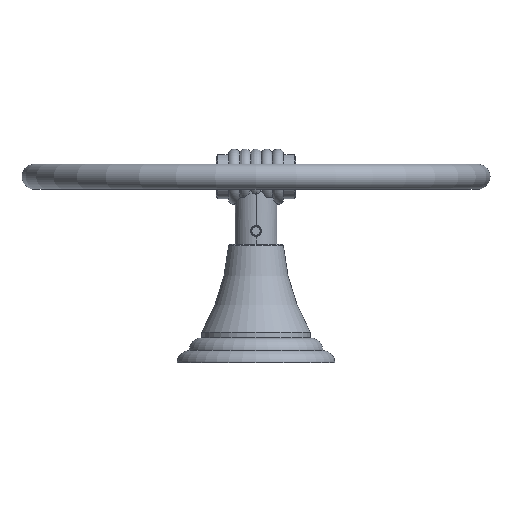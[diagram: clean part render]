
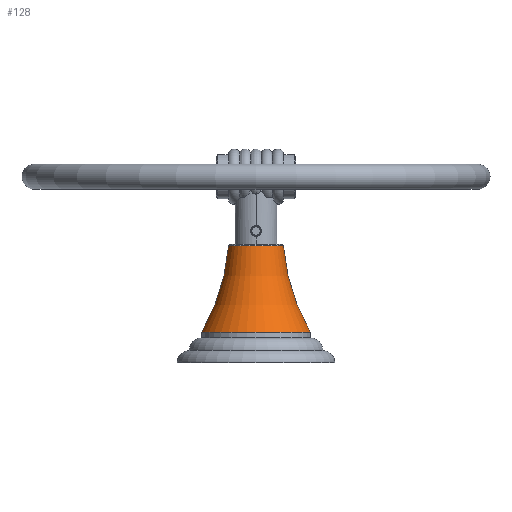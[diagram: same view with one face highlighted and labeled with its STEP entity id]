
A CAD part, front view. The second image highlights one B-rep face of the part: STEP entity #128.
In plain terms, the highlighted toroidal (fillet/blend) face has major radius 86.39 mm and minor radius 76.2 mm.
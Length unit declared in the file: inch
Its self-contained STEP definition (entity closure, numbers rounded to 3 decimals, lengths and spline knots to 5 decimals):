
#20=CARTESIAN_POINT('',(-3.40119,0.,-0.80686));
#21=DIRECTION('',(0.,-1.,0.));
#22=DIRECTION('',(0.863,0.,-0.505));
#23=AXIS2_PLACEMENT_3D('',#20,#21,#22);
#25=CARTESIAN_POINT('',(3.40119,0.,-0.80686));
#26=DIRECTION('',(0.,1.,0.));
#27=DIRECTION('',(-0.863,0.,-0.505));
#28=AXIS2_PLACEMENT_3D('',#25,#26,#27);
#30=CARTESIAN_POINT('',(0.,0.,-2.323));
#31=DIRECTION('',(0.,0.,1.));
#32=DIRECTION('',(-1.,0.,0.));
#33=AXIS2_PLACEMENT_3D('',#30,#31,#32);
#53=CARTESIAN_POINT('',(0.,0.,-1.03));
#54=DIRECTION('',(0.,0.,1.));
#55=DIRECTION('',(-1.,0.,0.));
#56=AXIS2_PLACEMENT_3D('',#53,#54,#55);
#69=CARTESIAN_POINT('',(-0.8125,0.,-2.323));
#71=VERTEX_POINT('',#69);
#72=CARTESIAN_POINT('',(-0.4095,0.,-1.03));
#73=VERTEX_POINT('',#72);
#77=CARTESIAN_POINT('',(0.8125,0.,-2.323));
#79=VERTEX_POINT('',#77);
#80=CARTESIAN_POINT('',(0.4095,0.,-1.03));
#81=VERTEX_POINT('',#80);
#114=CARTESIAN_POINT('',(0.,0.,-0.80686));
#115=DIRECTION('',(0.,0.,-1.));
#116=DIRECTION('',(1.,0.,0.));
#117=AXIS2_PLACEMENT_3D('',#114,#115,#116);
#118=TOROIDAL_SURFACE('',#117,3.40119,3.);
#120=ORIENTED_EDGE('',*,*,#119,.T.);
#122=ORIENTED_EDGE('',*,*,#121,.T.);
#124=ORIENTED_EDGE('',*,*,#123,.F.);
#125=ORIENTED_EDGE('',*,*,#106,.F.);
#126=EDGE_LOOP('',(#120,#122,#124,#125));
#127=FACE_OUTER_BOUND('',#126,.F.);
#128=ADVANCED_FACE('',(#127),#118,.F.);
#24=CIRCLE('',#23,3.);
#29=CIRCLE('',#28,3.);
#34=CIRCLE('',#33,0.8125);
#57=CIRCLE('',#56,0.4095);
#106=EDGE_CURVE('',#71,#79,#34,.T.);
#119=EDGE_CURVE('',#71,#73,#24,.T.);
#121=EDGE_CURVE('',#73,#81,#57,.T.);
#123=EDGE_CURVE('',#79,#81,#29,.T.);
